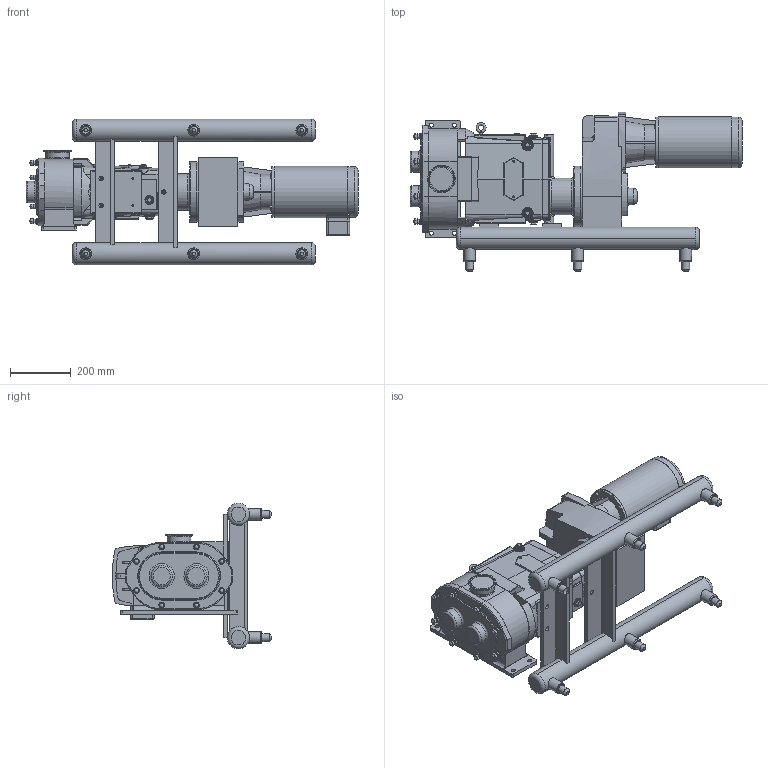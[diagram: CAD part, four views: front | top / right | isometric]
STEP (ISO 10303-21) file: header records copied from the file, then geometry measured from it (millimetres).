
FILE_DESCRIPTION(/* description */ (''),/* implementation_level */ '2;1');
FILE_NAME(/* name */ 'U1_134U1_145TC_(3.19 x 9.38)x3.0_S-Line_1.5HP_LH_SM.stp',/* time_stamp */ '2021-05-24T16:24:06+06:00',/* author */ ('trtmhr'),/* organization */ (''),/* preprocessor_version */ 'ST-DEVELOPER v18.1',/* originating_system */ 'Autodesk Inventor 2020',/* authorisation */ '');
FILE_SCHEMA (('AUTOMOTIVE_DESIGN { 1 0 10303 214 3 1 1 }'));
Length unit declared in the file: inch
Products named in the file (1): U1_134U1_145TC_(3.19 x 9.38)x3.0_S-Line_1.5HP_LH_SM
Bounding box: 1092.75 x 524.67 x 479.43 mm (x, y, z)
Volume: 50328220.2 mm3; surface area: 1920061.1 mm2
Topology: 2 solids, 2 shells, 1055 faces, 2804 edges, 1834 vertices
Faces by surface type: plane 497, cylinder 293, bspline 102, torus 87, cone 60, sphere 16
Full cylindrical faces by diameter (mm): 6.35 x4, 7.62 x2, 7.798 x1, 13.487 x4, 14.275 x8, 14.3 x3, 15.24 x1, 19.05 x8, 23.876 x3, 25.4 x11, 29.21 x2, 31.75 x3, 35.052 x6, 38.1 x6, 69.596 x2, 76.2 x1, 78.461 x2, 79.477 x1, 91.008 x1, 120.65 x1, 165.989 x1, 166.116 x1, 168.402 x1, 200 x1, 200.152 x1
Entity records: 36573 total; most frequent: CARTESIAN_POINT 10070, ORIENTED_EDGE 5578, DIRECTION 5519, EDGE_CURVE 2789, AXIS2_PLACEMENT_3D 2074, VERTEX_POINT 1834, LINE 1371, VECTOR 1371
